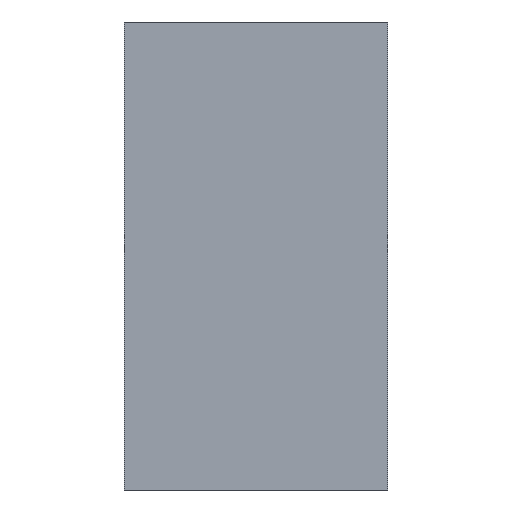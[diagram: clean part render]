
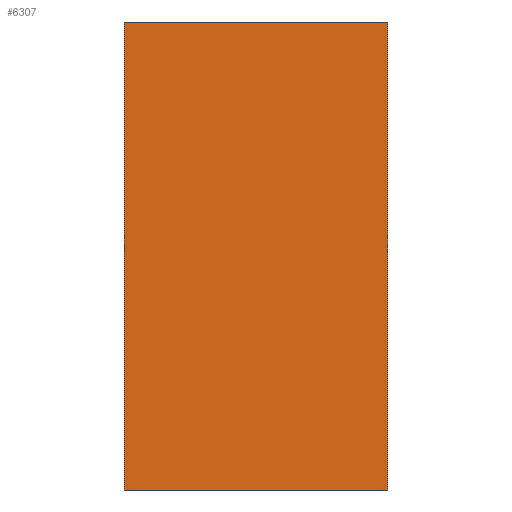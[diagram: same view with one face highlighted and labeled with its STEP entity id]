
A CAD part, left-side view. The second image highlights one B-rep face of the part: STEP entity #6307.
In plain terms, the highlighted planar face has unit normal (-1, 0, 0).
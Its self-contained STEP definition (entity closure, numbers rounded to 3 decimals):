
#59=DIRECTION('',(0.,0.,1.));
#60=VECTOR('',#59,0.8);
#61=CARTESIAN_POINT('',(-0.8,0.,-0.4));
#62=LINE('',#61,#60);
#150=DIRECTION('',(0.,1.,0.));
#151=VECTOR('',#150,0.45);
#152=CARTESIAN_POINT('',(-0.8,0.,0.4));
#153=LINE('',#152,#151);
#192=DIRECTION('',(0.,1.,0.));
#193=VECTOR('',#192,0.45);
#194=CARTESIAN_POINT('',(-0.8,0.,-0.4));
#195=LINE('',#194,#193);
#213=DIRECTION('',(0.,0.,1.));
#214=VECTOR('',#213,0.8);
#215=CARTESIAN_POINT('',(-0.8,0.45,-0.4));
#216=LINE('',#215,#214);
#5120=CARTESIAN_POINT('',(-0.8,0.,-0.4));
#5121=CARTESIAN_POINT('',(-0.8,0.,0.4));
#5122=VERTEX_POINT('',#5120);
#5123=VERTEX_POINT('',#5121);
#5128=CARTESIAN_POINT('',(-0.8,0.45,-0.4));
#5129=CARTESIAN_POINT('',(-0.8,0.45,0.4));
#5130=VERTEX_POINT('',#5128);
#5131=VERTEX_POINT('',#5129);
#6295=CARTESIAN_POINT('',(-0.8,0.,-0.4));
#6296=DIRECTION('',(-1.,0.,0.));
#6297=DIRECTION('',(0.,0.,1.));
#6298=AXIS2_PLACEMENT_3D('',#6295,#6296,#6297);
#6299=PLANE('',#6298);
#6300=ORIENTED_EDGE('',*,*,#6129,.F.);
#6301=ORIENTED_EDGE('',*,*,#6194,.T.);
#6303=ORIENTED_EDGE('',*,*,#6302,.T.);
#6304=ORIENTED_EDGE('',*,*,#6241,.F.);
#6305=EDGE_LOOP('',(#6300,#6301,#6303,#6304));
#6306=FACE_OUTER_BOUND('',#6305,.F.);
#6307=ADVANCED_FACE('',(#6306),#6299,.T.);
#6129=EDGE_CURVE('',#5122,#5123,#62,.T.);
#6194=EDGE_CURVE('',#5122,#5130,#195,.T.);
#6241=EDGE_CURVE('',#5123,#5131,#153,.T.);
#6302=EDGE_CURVE('',#5130,#5131,#216,.T.);
